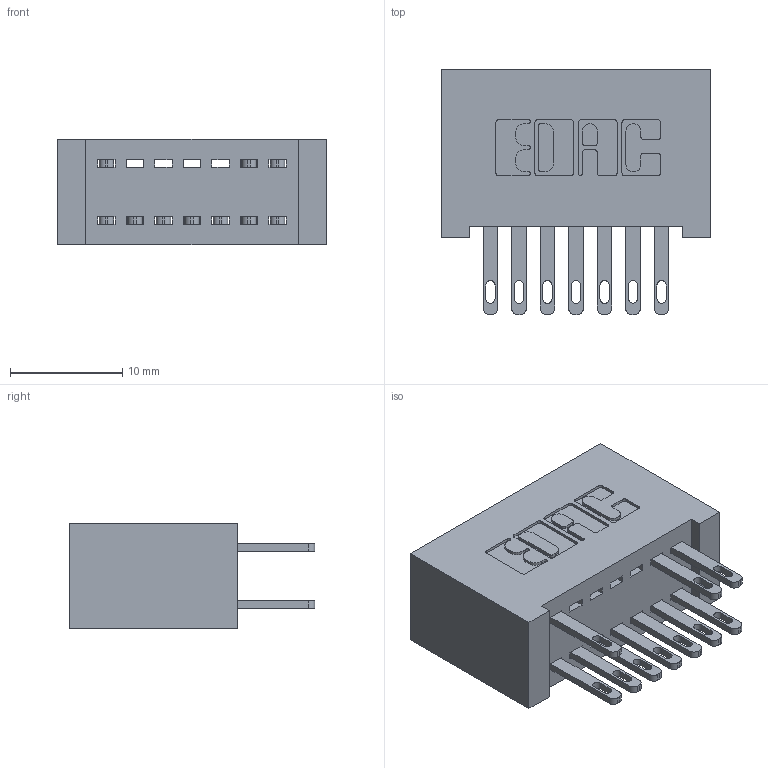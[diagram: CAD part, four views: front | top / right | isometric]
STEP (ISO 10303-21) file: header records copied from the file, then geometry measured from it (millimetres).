
FILE_DESCRIPTION (( 'STEP AP203' ), '1' );
FILE_NAME ('342-014-500-201.STEP', '2018-08-10T16:42:48', ( '' ), ( '' ), 'SwSTEP 2.0', 'SolidWorks 2016', '' );
FILE_SCHEMA (( 'CONFIG_CONTROL_DESIGN' ));
Length unit declared in the file: inch
Products named in the file (3): 345-292-001_345-293-100; 342-014-500-201; 342 Part_Lugless
Assembly tree (11 placements, depth 2):
  342-014-500-201
    342 Part_Lugless
    345-292-001_345-293-100  x10
Bounding box: 24.03 x 21.85 x 9.4 mm (x, y, z)
Volume: 2427.4 mm3; surface area: 3431.7 mm2
Topology: 11 solids, 11 shells, 606 faces, 1829 edges, 1218 vertices
Faces by surface type: plane 386, cylinder 220
Entity records: 8423 total; most frequent: CARTESIAN_POINT 1450, ORIENTED_EDGE 1390, DIRECTION 1291, EDGE_CURVE 695, LINE 571, VECTOR 571, VERTEX_POINT 462, AXIS2_PLACEMENT_3D 360
